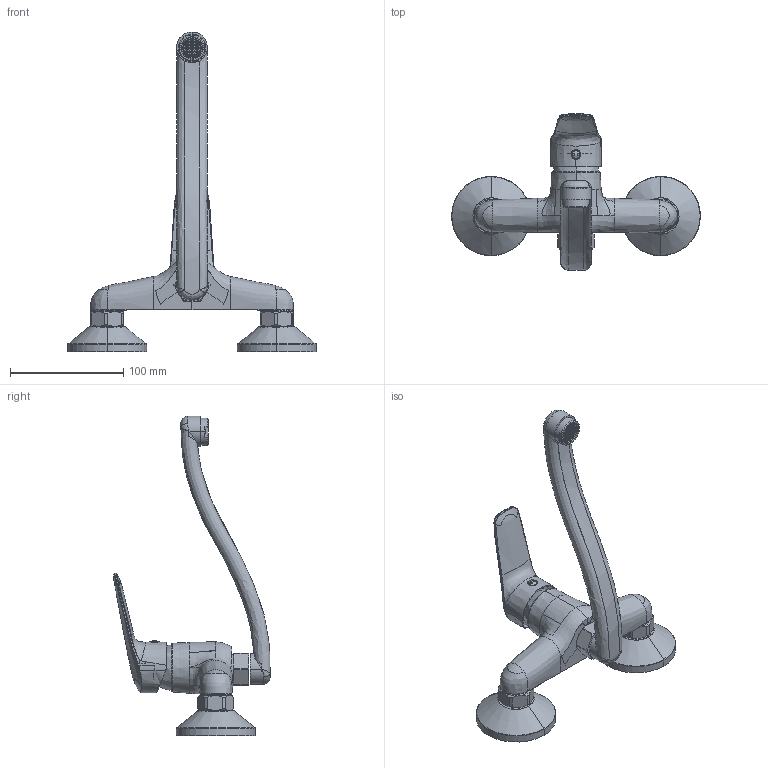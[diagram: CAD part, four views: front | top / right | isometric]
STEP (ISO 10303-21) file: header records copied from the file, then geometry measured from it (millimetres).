
FILE_DESCRIPTION (( 'STEP AP214' ), '1' );
FILE_NAME ('BMO_X80M - S.STEP', '2022-01-20T10:04:57', ( '' ), ( '' ), 'SwSTEP 2.0', 'SolidWorks 2018', '' );
FILE_SCHEMA (( 'AUTOMOTIVE_DESIGN' ));
Length unit declared in the file: millimetre
Products named in the file (1): BMO_X80M - S
Bounding box: 220 x 138.33 x 283.03 mm (x, y, z)
Volume: 358290.1 mm3; surface area: 126872.7 mm2
Topology: 12 solids, 18 shells, 1413 faces, 3710 edges, 2422 vertices
Faces by surface type: plane 861, bspline 294, cylinder 162, cone 59, sphere 31, torus 6
Entity records: 177842 total; most frequent: CARTESIAN_POINT 131293, ORIENTED_EDGE 7386, DIRECTION 5416, EDGE_CURVE 3693, VERTEX_POINT 2423, VECTOR 2222, LINE 2222, AXIS2_PLACEMENT_3D 1597
